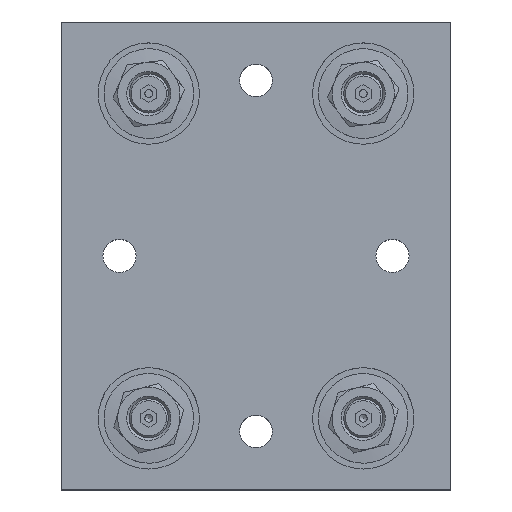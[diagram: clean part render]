
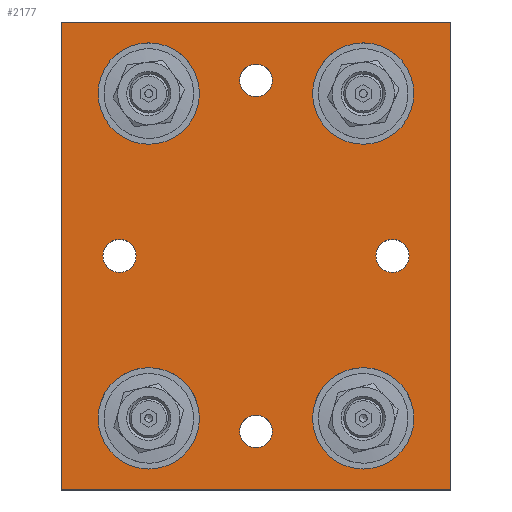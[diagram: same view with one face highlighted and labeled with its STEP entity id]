
A CAD part, top view. The second image highlights one B-rep face of the part: STEP entity #2177.
In plain terms, the highlighted planar face has unit normal (0, 0, 1).
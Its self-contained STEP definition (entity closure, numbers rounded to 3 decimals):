
#191=LINE('',#3624,#329);
#195=LINE('',#3632,#333);
#198=LINE('',#3638,#336);
#201=LINE('',#3643,#339);
#329=VECTOR('',#2901,10.);
#333=VECTOR('',#2907,10.);
#336=VECTOR('',#2912,10.);
#339=VECTOR('',#2917,10.);
#511=FACE_BOUND('',#717,.T.);
#512=FACE_BOUND('',#718,.T.);
#513=FACE_BOUND('',#719,.T.);
#514=FACE_BOUND('',#720,.T.);
#515=FACE_BOUND('',#721,.T.);
#516=FACE_BOUND('',#722,.T.);
#517=FACE_BOUND('',#723,.T.);
#518=FACE_BOUND('',#724,.T.);
#571=FACE_OUTER_BOUND('',#716,.T.);
#716=EDGE_LOOP('',(#1573,#1574,#1575,#1576));
#717=EDGE_LOOP('',(#1577));
#718=EDGE_LOOP('',(#1578));
#719=EDGE_LOOP('',(#1579));
#720=EDGE_LOOP('',(#1580));
#721=EDGE_LOOP('',(#1581));
#722=EDGE_LOOP('',(#1582));
#723=EDGE_LOOP('',(#1583));
#724=EDGE_LOOP('',(#1584));
#879=CIRCLE('',#2508,13.);
#883=CIRCLE('',#2515,13.);
#887=CIRCLE('',#2522,13.);
#891=CIRCLE('',#2529,13.);
#893=CIRCLE('',#2533,4.25);
#895=CIRCLE('',#2536,4.25);
#897=CIRCLE('',#2539,4.188);
#899=CIRCLE('',#2542,4.188);
#1014=VERTEX_POINT('',#3551);
#1018=VERTEX_POINT('',#3564);
#1022=VERTEX_POINT('',#3577);
#1026=VERTEX_POINT('',#3590);
#1028=VERTEX_POINT('',#3598);
#1030=VERTEX_POINT('',#3604);
#1032=VERTEX_POINT('',#3610);
#1034=VERTEX_POINT('',#3616);
#1036=VERTEX_POINT('',#3622);
#1037=VERTEX_POINT('',#3623);
#1040=VERTEX_POINT('',#3631);
#1042=VERTEX_POINT('',#3637);
#1206=EDGE_CURVE('',#1014,#1014,#879,.T.);
#1212=EDGE_CURVE('',#1018,#1018,#883,.T.);
#1218=EDGE_CURVE('',#1022,#1022,#887,.T.);
#1224=EDGE_CURVE('',#1026,#1026,#891,.T.);
#1228=EDGE_CURVE('',#1028,#1028,#893,.T.);
#1231=EDGE_CURVE('',#1030,#1030,#895,.T.);
#1234=EDGE_CURVE('',#1032,#1032,#897,.T.);
#1237=EDGE_CURVE('',#1034,#1034,#899,.T.);
#1240=EDGE_CURVE('',#1036,#1037,#191,.T.);
#1244=EDGE_CURVE('',#1037,#1040,#195,.T.);
#1247=EDGE_CURVE('',#1040,#1042,#198,.T.);
#1250=EDGE_CURVE('',#1042,#1036,#201,.T.);
#1573=ORIENTED_EDGE('',*,*,#1240,.F.);
#1574=ORIENTED_EDGE('',*,*,#1250,.F.);
#1575=ORIENTED_EDGE('',*,*,#1247,.F.);
#1576=ORIENTED_EDGE('',*,*,#1244,.F.);
#1577=ORIENTED_EDGE('',*,*,#1206,.T.);
#1578=ORIENTED_EDGE('',*,*,#1212,.T.);
#1579=ORIENTED_EDGE('',*,*,#1218,.T.);
#1580=ORIENTED_EDGE('',*,*,#1224,.T.);
#1581=ORIENTED_EDGE('',*,*,#1228,.T.);
#1582=ORIENTED_EDGE('',*,*,#1231,.T.);
#1583=ORIENTED_EDGE('',*,*,#1234,.T.);
#1584=ORIENTED_EDGE('',*,*,#1237,.T.);
#2103=PLANE('',#2548);
#2177=ADVANCED_FACE('',(#571,#511,#512,#513,#514,#515,#516,#517,#518),#2103,
 .T.);
#2508=AXIS2_PLACEMENT_3D('',#3552,#2815,#2816);
#2515=AXIS2_PLACEMENT_3D('',#3565,#2831,#2832);
#2522=AXIS2_PLACEMENT_3D('',#3578,#2847,#2848);
#2529=AXIS2_PLACEMENT_3D('',#3591,#2863,#2864);
#2533=AXIS2_PLACEMENT_3D('',#3599,#2873,#2874);
#2536=AXIS2_PLACEMENT_3D('',#3605,#2880,#2881);
#2539=AXIS2_PLACEMENT_3D('',#3611,#2887,#2888);
#2542=AXIS2_PLACEMENT_3D('',#3617,#2894,#2895);
#2548=AXIS2_PLACEMENT_3D('',#3645,#2919,#2920);
#2815=DIRECTION('center_axis',(0.,0.,-1.));
#2816=DIRECTION('ref_axis',(1.,0.,0.));
#2831=DIRECTION('center_axis',(0.,0.,-1.));
#2832=DIRECTION('ref_axis',(1.,0.,0.));
#2847=DIRECTION('center_axis',(0.,0.,-1.));
#2848=DIRECTION('ref_axis',(1.,0.,0.));
#2863=DIRECTION('center_axis',(0.,0.,-1.));
#2864=DIRECTION('ref_axis',(1.,0.,0.));
#2873=DIRECTION('center_axis',(0.,0.,-1.));
#2874=DIRECTION('ref_axis',(1.,0.,0.));
#2880=DIRECTION('center_axis',(0.,0.,-1.));
#2881=DIRECTION('ref_axis',(1.,0.,0.));
#2887=DIRECTION('center_axis',(0.,0.,-1.));
#2888=DIRECTION('ref_axis',(1.,0.,0.));
#2894=DIRECTION('center_axis',(0.,0.,-1.));
#2895=DIRECTION('ref_axis',(1.,0.,0.));
#2901=DIRECTION('',(0.,-1.,0.));
#2907=DIRECTION('',(-1.,0.,0.));
#2912=DIRECTION('',(0.,1.,0.));
#2917=DIRECTION('',(1.,0.,0.));
#2919=DIRECTION('center_axis',(0.,0.,1.));
#2920=DIRECTION('ref_axis',(1.,0.,0.));
#3551=CARTESIAN_POINT('',(-40.5,-41.65,19.3));
#3552=CARTESIAN_POINT('Origin',(-27.5,-41.65,19.3));
#3564=CARTESIAN_POINT('',(14.5,-41.65,19.3));
#3565=CARTESIAN_POINT('Origin',(27.5,-41.65,19.3));
#3577=CARTESIAN_POINT('',(14.5,41.65,19.3));
#3578=CARTESIAN_POINT('Origin',(27.5,41.65,19.3));
#3590=CARTESIAN_POINT('',(-40.5,41.65,19.3));
#3591=CARTESIAN_POINT('Origin',(-27.5,41.65,19.3));
#3598=CARTESIAN_POINT('',(30.75,0.,19.3));
#3599=CARTESIAN_POINT('Origin',(35.,0.,19.3));
#3604=CARTESIAN_POINT('',(-39.25,0.,19.3));
#3605=CARTESIAN_POINT('Origin',(-35.,0.,19.3));
#3610=CARTESIAN_POINT('',(-4.188,-45.,19.3));
#3611=CARTESIAN_POINT('Origin',(0.,-45.,19.3));
#3616=CARTESIAN_POINT('',(-4.188,45.,19.3));
#3617=CARTESIAN_POINT('Origin',(0.,45.,19.3));
#3622=CARTESIAN_POINT('',(50.,60.,19.3));
#3623=CARTESIAN_POINT('',(50.,-60.,19.3));
#3624=CARTESIAN_POINT('',(50.,60.,19.3));
#3631=CARTESIAN_POINT('',(-50.,-60.,19.3));
#3632=CARTESIAN_POINT('',(50.,-60.,19.3));
#3637=CARTESIAN_POINT('',(-50.,60.,19.3));
#3638=CARTESIAN_POINT('',(-50.,-60.,19.3));
#3643=CARTESIAN_POINT('',(-50.,60.,19.3));
#3645=CARTESIAN_POINT('Origin',(0.,0.,19.3));
